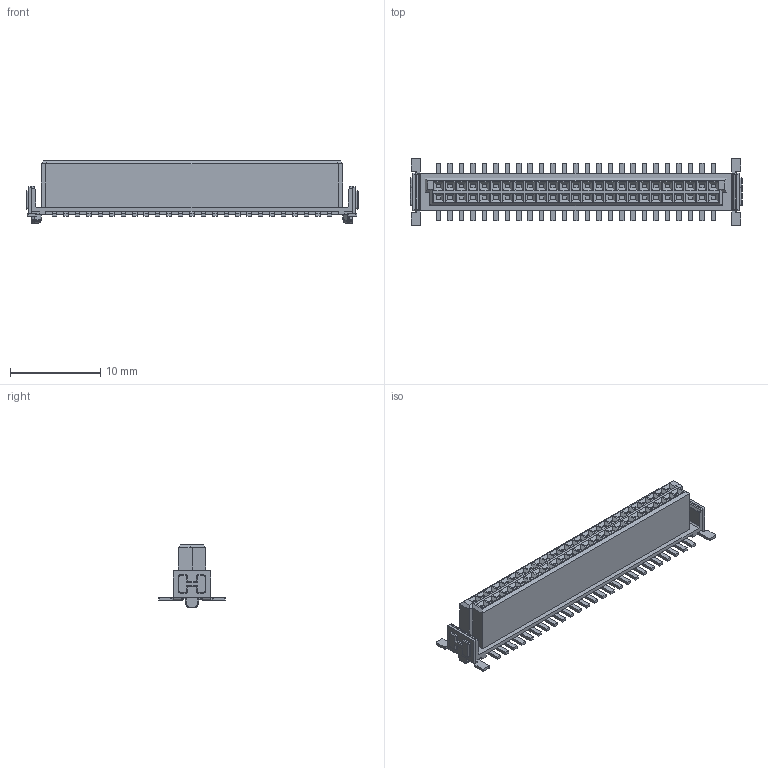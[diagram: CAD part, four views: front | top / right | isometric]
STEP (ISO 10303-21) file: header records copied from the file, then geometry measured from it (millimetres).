
FILE_DESCRIPTION(('CATIA V5 STEP Exchange','CAx-IF Rec.Pracs.--- Model Styling and Organization---1.4--- 2014-01-23'),'2;1');
FILE_NAME ('D1463912_0_2747310000_2747310000.stp','2020-10-05T08:16:40+00:00',('none'),('Weidmueller'),'CATIA Version 5-6 Release 2016 SP3 HF44','CATIA V5 STEP AP214','none');
FILE_SCHEMA(('AUTOMOTIVE_DESIGN { 1 0 10303 214 1 1 1 1 }'));
Products named in the file (1): 2747310000
Bounding box: 36.83 x 7.4 x 6.88 mm (x, y, z)
Volume: 617.1 mm3; surface area: 1103.1 mm2
Topology: 1 solids, 1 shells, 1455 faces, 3799 edges, 2503 vertices
Faces by surface type: plane 919, cylinder 236, bspline 154, torus 116, cone 22, sphere 8
Entity records: 59391 total; most frequent: CARTESIAN_POINT 26316, ORIENTED_EDGE 7598, DIRECTION 4888, EDGE_CURVE 3799, VECTOR 2638, LINE 2638, VERTEX_POINT 2503, EDGE_LOOP 1612
